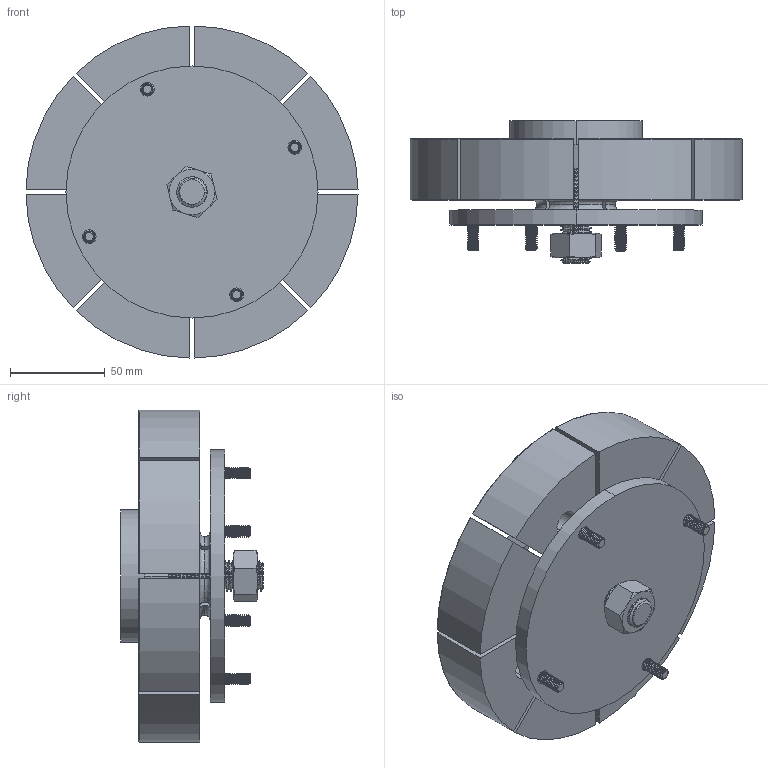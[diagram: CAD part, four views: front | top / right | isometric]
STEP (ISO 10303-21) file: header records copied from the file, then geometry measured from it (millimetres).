
FILE_DESCRIPTION (( 'STEP AP214' ), '1' );
FILE_NAME ('38500.STEP', '2017-08-24T14:39:51', ( 'Mike W' ), ( '' ), 'SwSTEP 2.0', 'SolidWorks 2017', '' );
FILE_SCHEMA (( 'AUTOMOTIVE_DESIGN' ));
Length unit declared in the file: inch
Products named in the file (6): 38500; 131500_131500 ; M16 FHN_M16 FHN; M620MM FHCS_M620MM FHCS; 38072_38072; 30001_30001
Assembly tree (8 placements, depth 2):
  38500
    131500_131500 
    M16 FHN_M16 FHN
    M620MM FHCS_M620MM FHCS  x4
    38072_38072
    30001_30001
Bounding box: 174.99 x 75.23 x 174.99 mm (x, y, z)
Volume: 833681.9 mm3; surface area: 160496.7 mm2
Topology: 8 solids, 8 shells, 779 faces, 2119 edges, 1362 vertices
Faces by surface type: cylinder 481, plane 134, cone 126, torus 28, bspline 10
Entity records: 22342 total; most frequent: CARTESIAN_POINT 10513, ORIENTED_EDGE 2714, DIRECTION 2189, EDGE_CURVE 1357, VERTEX_POINT 870, AXIS2_PLACEMENT_3D 837, EDGE_LOOP 525, LINE 515
